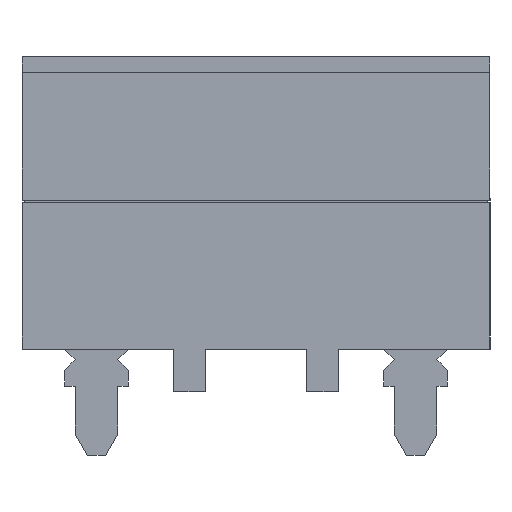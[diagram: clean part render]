
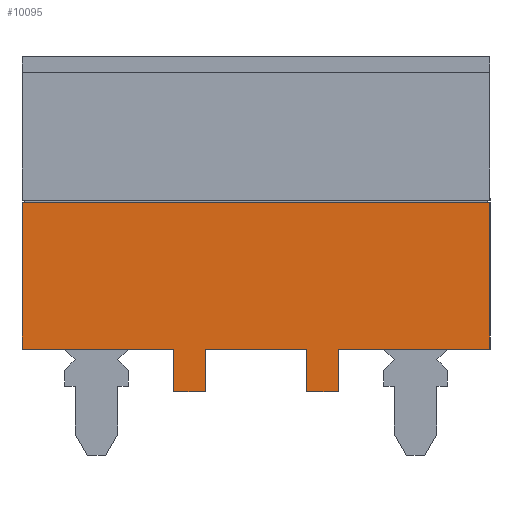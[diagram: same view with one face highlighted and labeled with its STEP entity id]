
A CAD part, left-side view. The second image highlights one B-rep face of the part: STEP entity #10095.
In plain terms, the highlighted planar face has unit normal (-1, 0, 0).
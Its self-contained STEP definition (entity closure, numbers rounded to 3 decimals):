
#7 = CARTESIAN_POINT ( 'NONE',  ( -222., 22., -26. ) ) ;
#170 = CARTESIAN_POINT ( 'NONE',  ( -222., -7.75, -30. ) ) ;
#273 = VECTOR ( 'NONE', #11213, 1000. ) ;
#458 = PLANE ( 'NONE',  #5167 ) ;
#624 = EDGE_CURVE ( 'NONE', #16958, #13126, #4024, .T. ) ;
#691 = ORIENTED_EDGE ( 'NONE', *, *, #8380, .F. ) ;
#910 = DIRECTION ( 'NONE',  ( 0., 1., 0. ) ) ;
#993 = DIRECTION ( 'NONE',  ( 0., 1., 0. ) ) ;
#1143 = DIRECTION ( 'NONE',  ( 0., 0., 1. ) ) ;
#1523 = EDGE_LOOP ( 'NONE', ( #3113, #9236, #9310, #14598, #5249, #11531, #17247, #9696, #18990, #14149, #18486, #691 ) ) ;
#1726 = CARTESIAN_POINT ( 'NONE',  ( -222., -7.75, -30. ) ) ;
#1875 = LINE ( 'NONE', #7, #9216 ) ;
#1890 = CARTESIAN_POINT ( 'NONE',  ( -222., -22., -12.2 ) ) ;
#1923 = DIRECTION ( 'NONE',  ( 1., 0., 0. ) ) ;
#2010 = CARTESIAN_POINT ( 'NONE',  ( -222., 7.75, -26. ) ) ;
#2224 = EDGE_CURVE ( 'NONE', #9228, #6311, #12009, .T. ) ;
#2404 = VECTOR ( 'NONE', #14442, 1000. ) ;
#2425 = CARTESIAN_POINT ( 'NONE',  ( -222., 22., -26. ) ) ;
#2495 = LINE ( 'NONE', #1726, #5914 ) ;
#2744 = CARTESIAN_POINT ( 'NONE',  ( -222., -7.75, -30. ) ) ;
#2845 = VERTEX_POINT ( 'NONE', #18880 ) ;
#3113 = ORIENTED_EDGE ( 'NONE', *, *, #10945, .T. ) ;
#3191 = DIRECTION ( 'NONE',  ( 0., 0., 1. ) ) ;
#3350 = LINE ( 'NONE', #18981, #18467 ) ;
#3493 = CARTESIAN_POINT ( 'NONE',  ( -222., 22., -26. ) ) ;
#3766 = VERTEX_POINT ( 'NONE', #3816 ) ;
#3816 = CARTESIAN_POINT ( 'NONE',  ( -222., -22., -26. ) ) ;
#3883 = CARTESIAN_POINT ( 'NONE',  ( -222., -7.75, -26. ) ) ;
#4024 = LINE ( 'NONE', #12629, #11378 ) ;
#4210 = VECTOR ( 'NONE', #993, 1000. ) ;
#4631 = CARTESIAN_POINT ( 'NONE',  ( -222., 7.75, -30. ) ) ;
#5167 = AXIS2_PLACEMENT_3D ( 'NONE', #10711, #1923, #12180 ) ;
#5249 = ORIENTED_EDGE ( 'NONE', *, *, #16522, .F. ) ;
#5328 = DIRECTION ( 'NONE',  ( 0., 1., 0. ) ) ;
#5375 = CARTESIAN_POINT ( 'NONE',  ( -222., 4.75, -26. ) ) ;
#5678 = EDGE_CURVE ( 'NONE', #2845, #13126, #1875, .T. ) ;
#5875 = CARTESIAN_POINT ( 'NONE',  ( -222., 22., -12.2 ) ) ;
#5914 = VECTOR ( 'NONE', #3191, 1000. ) ;
#6098 = LINE ( 'NONE', #6936, #10016 ) ;
#6311 = VERTEX_POINT ( 'NONE', #4631 ) ;
#6756 = LINE ( 'NONE', #2744, #2404 ) ;
#6924 = CARTESIAN_POINT ( 'NONE',  ( -222., -4.75, -30. ) ) ;
#6936 = CARTESIAN_POINT ( 'NONE',  ( -222., -4.75, -30. ) ) ;
#7682 = LINE ( 'NONE', #8464, #11121 ) ;
#8277 = DIRECTION ( 'NONE',  ( 0., 1., 0. ) ) ;
#8380 = EDGE_CURVE ( 'NONE', #3766, #10888, #8443, .T. ) ;
#8443 = LINE ( 'NONE', #2425, #11855 ) ;
#8464 = CARTESIAN_POINT ( 'NONE',  ( -222., -22., -26. ) ) ;
#8514 = CARTESIAN_POINT ( 'NONE',  ( -222., -4.75, -26. ) ) ;
#8585 = VECTOR ( 'NONE', #910, 1000. ) ;
#8643 = EDGE_CURVE ( 'NONE', #9228, #11731, #3350, .T. ) ;
#8822 = DIRECTION ( 'NONE',  ( 0., 0., 1. ) ) ;
#8849 = DIRECTION ( 'NONE',  ( 0., 0., 1. ) ) ;
#9216 = VECTOR ( 'NONE', #8822, 1000. ) ;
#9228 = VERTEX_POINT ( 'NONE', #9428 ) ;
#9236 = ORIENTED_EDGE ( 'NONE', *, *, #624, .T. ) ;
#9310 = ORIENTED_EDGE ( 'NONE', *, *, #5678, .F. ) ;
#9428 = CARTESIAN_POINT ( 'NONE',  ( -222., 4.75, -30. ) ) ;
#9476 = FACE_OUTER_BOUND ( 'NONE', #1523, .T. ) ;
#9672 = VECTOR ( 'NONE', #15207, 1000. ) ;
#9696 = ORIENTED_EDGE ( 'NONE', *, *, #11688, .F. ) ;
#9728 = VERTEX_POINT ( 'NONE', #170 ) ;
#10016 = VECTOR ( 'NONE', #17163, 1000. ) ;
#10095 = ADVANCED_FACE ( 'NONE', ( #9476 ), #458, .F. ) ;
#10711 = CARTESIAN_POINT ( 'NONE',  ( -222., 22., -26. ) ) ;
#10888 = VERTEX_POINT ( 'NONE', #3883 ) ;
#10945 = EDGE_CURVE ( 'NONE', #3766, #16958, #7682, .T. ) ;
#11041 = EDGE_CURVE ( 'NONE', #9728, #11762, #6756, .T. ) ;
#11121 = VECTOR ( 'NONE', #1143, 1000. ) ;
#11213 = DIRECTION ( 'NONE',  ( 0., 0., 1. ) ) ;
#11378 = VECTOR ( 'NONE', #5328, 1000. ) ;
#11531 = ORIENTED_EDGE ( 'NONE', *, *, #2224, .F. ) ;
#11688 = EDGE_CURVE ( 'NONE', #14814, #11731, #16778, .T. ) ;
#11731 = VERTEX_POINT ( 'NONE', #5375 ) ;
#11762 = VERTEX_POINT ( 'NONE', #6924 ) ;
#11855 = VECTOR ( 'NONE', #8277, 1000. ) ;
#11972 = LINE ( 'NONE', #15548, #273 ) ;
#12009 = LINE ( 'NONE', #18238, #4210 ) ;
#12180 = DIRECTION ( 'NONE',  ( 0., 0., -1. ) ) ;
#12560 = CARTESIAN_POINT ( 'NONE',  ( -222., 22., -26. ) ) ;
#12589 = EDGE_CURVE ( 'NONE', #15102, #2845, #17440, .T. ) ;
#12629 = CARTESIAN_POINT ( 'NONE',  ( -222., 22., -12.2 ) ) ;
#13126 = VERTEX_POINT ( 'NONE', #5875 ) ;
#14149 = ORIENTED_EDGE ( 'NONE', *, *, #11041, .F. ) ;
#14442 = DIRECTION ( 'NONE',  ( 0., 1., 0. ) ) ;
#14598 = ORIENTED_EDGE ( 'NONE', *, *, #12589, .F. ) ;
#14814 = VERTEX_POINT ( 'NONE', #8514 ) ;
#15102 = VERTEX_POINT ( 'NONE', #2010 ) ;
#15207 = DIRECTION ( 'NONE',  ( 0., 1., 0. ) ) ;
#15548 = CARTESIAN_POINT ( 'NONE',  ( -222., 7.75, -30. ) ) ;
#15988 = EDGE_CURVE ( 'NONE', #11762, #14814, #6098, .T. ) ;
#16522 = EDGE_CURVE ( 'NONE', #6311, #15102, #11972, .T. ) ;
#16778 = LINE ( 'NONE', #12560, #8585 ) ;
#16958 = VERTEX_POINT ( 'NONE', #1890 ) ;
#17163 = DIRECTION ( 'NONE',  ( 0., 0., 1. ) ) ;
#17247 = ORIENTED_EDGE ( 'NONE', *, *, #8643, .T. ) ;
#17440 = LINE ( 'NONE', #3493, #9672 ) ;
#18238 = CARTESIAN_POINT ( 'NONE',  ( -222., 7.75, -30. ) ) ;
#18400 = EDGE_CURVE ( 'NONE', #9728, #10888, #2495, .T. ) ;
#18467 = VECTOR ( 'NONE', #8849, 1000. ) ;
#18486 = ORIENTED_EDGE ( 'NONE', *, *, #18400, .T. ) ;
#18880 = CARTESIAN_POINT ( 'NONE',  ( -222., 22., -26. ) ) ;
#18981 = CARTESIAN_POINT ( 'NONE',  ( -222., 4.75, -30. ) ) ;
#18990 = ORIENTED_EDGE ( 'NONE', *, *, #15988, .F. ) ;
